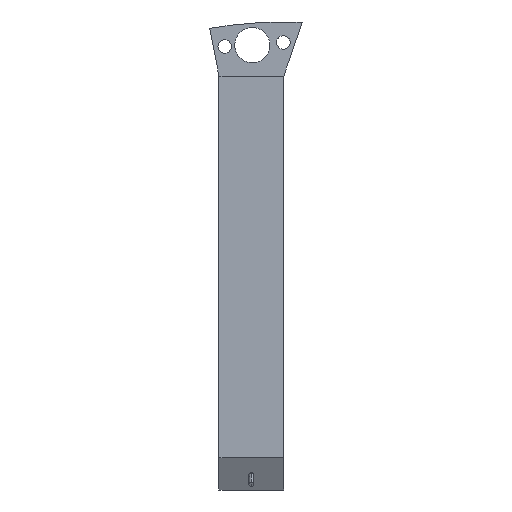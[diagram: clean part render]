
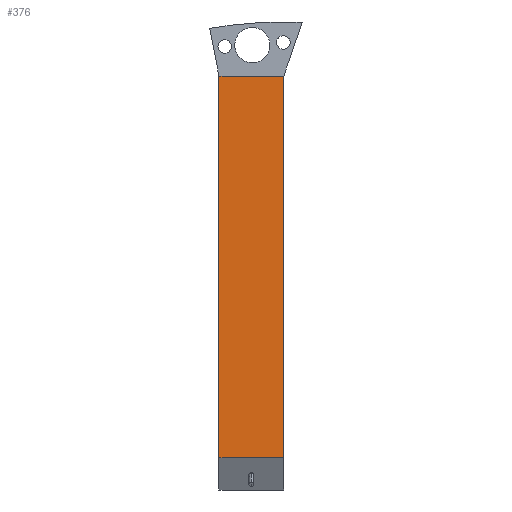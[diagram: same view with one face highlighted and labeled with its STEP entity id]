
A CAD part, front view. The second image highlights one B-rep face of the part: STEP entity #376.
In plain terms, the highlighted planar face has unit normal (0, -1, 0).
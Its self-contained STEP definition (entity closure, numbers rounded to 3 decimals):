
#4 = ORIENTED_EDGE ( 'NONE', *, *, #336, .F. ) ;
#12 = PLANE ( 'NONE',  #80 ) ;
#39 = CARTESIAN_POINT ( 'NONE',  ( -54.015, -30., -668.038 ) ) ;
#52 = LINE ( 'NONE', #619, #474 ) ;
#54 = VERTEX_POINT ( 'NONE', #39 ) ;
#69 = FACE_OUTER_BOUND ( 'NONE', #112, .T. ) ;
#80 = AXIS2_PLACEMENT_3D ( 'NONE', #283, #429, #173 ) ;
#112 = EDGE_LOOP ( 'NONE', ( #4, #123, #320, #606 ) ) ;
#123 = ORIENTED_EDGE ( 'NONE', *, *, #246, .F. ) ;
#159 = VERTEX_POINT ( 'NONE', #592 ) ;
#173 = DIRECTION ( 'NONE',  ( -1., 0., 0. ) ) ;
#192 = VECTOR ( 'NONE', #523, 1000. ) ;
#223 = VECTOR ( 'NONE', #449, 1000. ) ;
#227 = LINE ( 'NONE', #374, #505 ) ;
#246 = EDGE_CURVE ( 'NONE', #582, #54, #643, .T. ) ;
#255 = CARTESIAN_POINT ( 'NONE',  ( 55.985, -30., -668.038 ) ) ;
#257 = DIRECTION ( 'NONE',  ( -1., 0., 0. ) ) ;
#261 = CARTESIAN_POINT ( 'NONE',  ( 50.908, -30., -668.038 ) ) ;
#283 = CARTESIAN_POINT ( 'NONE',  ( -54.015, -30., -720. ) ) ;
#320 = ORIENTED_EDGE ( 'NONE', *, *, #514, .T. ) ;
#336 = EDGE_CURVE ( 'NONE', #54, #384, #227, .T. ) ;
#374 = CARTESIAN_POINT ( 'NONE',  ( -54.015, -30., -720. ) ) ;
#376 = ADVANCED_FACE ( 'NONE', ( #69 ), #12, .F. ) ;
#384 = VERTEX_POINT ( 'NONE', #532 ) ;
#429 = DIRECTION ( 'NONE',  ( 0., 1., 0. ) ) ;
#449 = DIRECTION ( 'NONE',  ( 0., 0., 1. ) ) ;
#455 = LINE ( 'NONE', #633, #223 ) ;
#474 = VECTOR ( 'NONE', #257, 1000. ) ;
#505 = VECTOR ( 'NONE', #659, 1000. ) ;
#514 = EDGE_CURVE ( 'NONE', #582, #159, #455, .T. ) ;
#523 = DIRECTION ( 'NONE',  ( -1., 0., 0. ) ) ;
#532 = CARTESIAN_POINT ( 'NONE',  ( -54.015, -30., -50. ) ) ;
#543 = EDGE_CURVE ( 'NONE', #159, #384, #52, .T. ) ;
#582 = VERTEX_POINT ( 'NONE', #261 ) ;
#592 = CARTESIAN_POINT ( 'NONE',  ( 50.908, -30., -50. ) ) ;
#606 = ORIENTED_EDGE ( 'NONE', *, *, #543, .T. ) ;
#619 = CARTESIAN_POINT ( 'NONE',  ( -54.015, -30., -50. ) ) ;
#633 = CARTESIAN_POINT ( 'NONE',  ( 50.908, -30., -720. ) ) ;
#643 = LINE ( 'NONE', #255, #192 ) ;
#659 = DIRECTION ( 'NONE',  ( 0., 0., 1. ) ) ;
